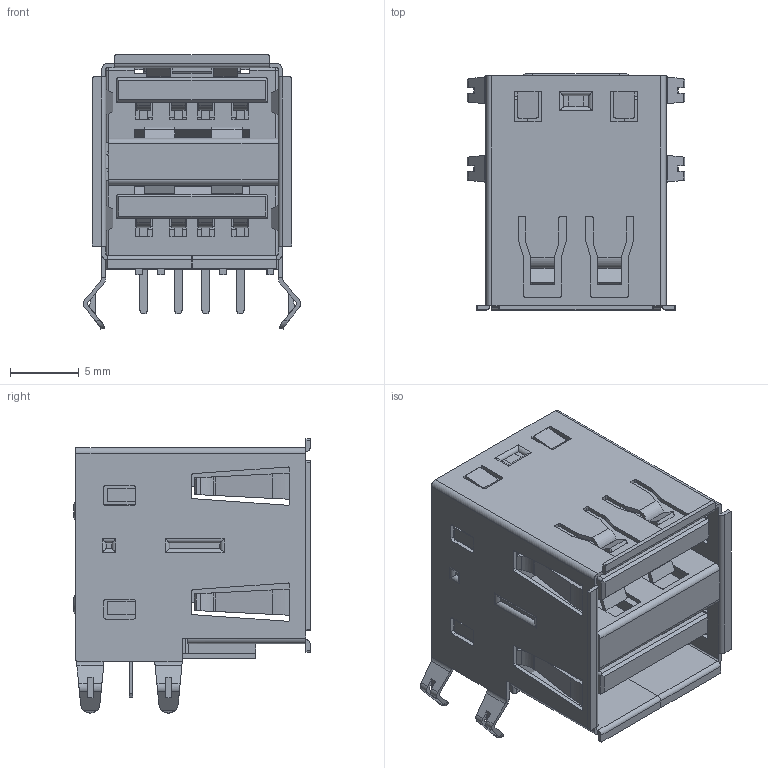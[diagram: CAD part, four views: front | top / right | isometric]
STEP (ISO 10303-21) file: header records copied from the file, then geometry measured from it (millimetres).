
FILE_DESCRIPTION(('STEP AP214'),'1');
FILE_NAME('61400826021.stp','2015-12-13T18:44:48',('TraceParts'),('TraceParts S.A.'),'Spatial InterOp 3D',' ',' ');
FILE_SCHEMA(('automotive_design'));
Length unit declared in the file: millimetre
Products named in the file (12): Assem1|Shielding_1#Shielding_1;Shielding_1; Assem1|Housing#Housing;Housing; Assem1|Shielding_2#Shielding_2;Shielding_2; Assem1|Pin_2#Pin_2;Pin_2; Assem1|Pin_1#Pin_1;Pin_1; Assem1|Shielding_3#Shielding_3;Shielding_3
Bounding box: 15.79 x 17.15 x 19.89 mm (x, y, z)
Volume: 1589.5 mm3; surface area: 5652.1 mm2
Topology: 12 solids, 12 shells, 1354 faces, 3898 edges, 2556 vertices
Faces by surface type: plane 926, cylinder 412, torus 12, bspline 2, sphere 2
Entity records: 55328 total; most frequent: CARTESIAN_POINT 7945, ORIENTED_EDGE 7792, DIRECTION 7442, EDGE_CURVE 3896, LINE 3038, VECTOR 3038, VERTEX_POINT 2556, AXIS2_PLACEMENT_3D 2202
